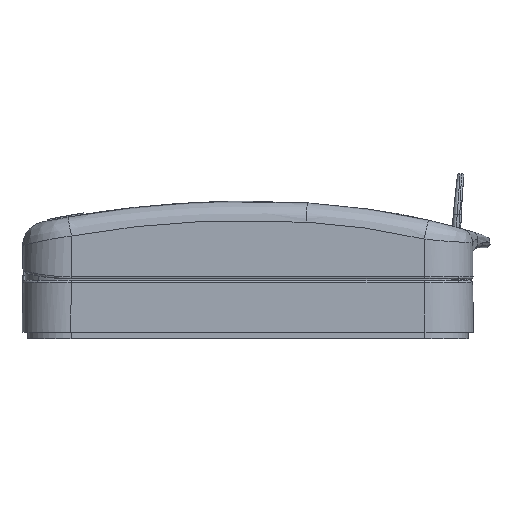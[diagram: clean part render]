
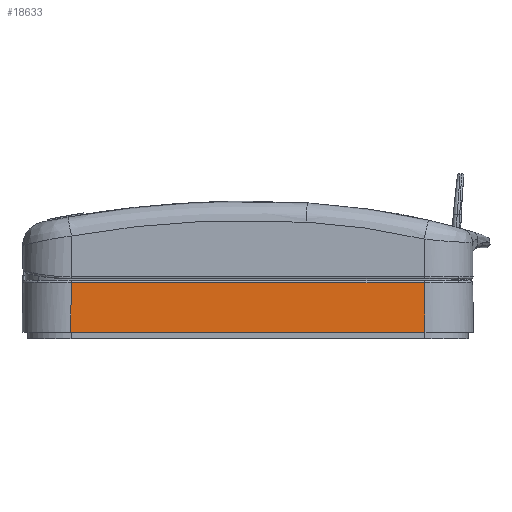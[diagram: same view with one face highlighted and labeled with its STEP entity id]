
A CAD part, left-side view. The second image highlights one B-rep face of the part: STEP entity #18633.
In plain terms, the highlighted planar face has unit normal (-1, 0, 0.018).
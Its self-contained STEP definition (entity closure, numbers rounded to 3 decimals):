
#360 = CARTESIAN_POINT ( 'NONE',  ( -72.512, -36.514, -0.7 ) ) ;
#744 = EDGE_CURVE ( 'NONE', #18850, #7273, #3917, .T. ) ;
#2190 = VECTOR ( 'NONE', #9671, 1000. ) ;
#3126 = CARTESIAN_POINT ( 'NONE',  ( -72.512, 36.514, -0.7 ) ) ;
#3286 = VECTOR ( 'NONE', #20171, 1000. ) ;
#3906 = VECTOR ( 'NONE', #21114, 1000. ) ;
#3917 = LINE ( 'NONE', #19911, #3286 ) ;
#4748 = ORIENTED_EDGE ( 'NONE', *, *, #23639, .T. ) ;
#5612 = EDGE_LOOP ( 'NONE', ( #11345, #4748, #14586, #7688 ) ) ;
#7273 = VERTEX_POINT ( 'NONE', #360 ) ;
#7688 = ORIENTED_EDGE ( 'NONE', *, *, #8381, .T. ) ;
#8381 = EDGE_CURVE ( 'NONE', #18850, #12774, #14913, .T. ) ;
#9671 = DIRECTION ( 'NONE',  ( 0., -1., 0. ) ) ;
#9989 = CARTESIAN_POINT ( 'NONE',  ( -72.334, 36.336, 9.509 ) ) ;
#10017 = CARTESIAN_POINT ( 'NONE',  ( -72.334, 46.5, 9.509 ) ) ;
#10523 = DIRECTION ( 'NONE',  ( 0.017, 0., 1. ) ) ;
#10584 = LINE ( 'NONE', #9989, #3906 ) ;
#11345 = ORIENTED_EDGE ( 'NONE', *, *, #23416, .T. ) ;
#11565 = CARTESIAN_POINT ( 'NONE',  ( -72.334, -36.336, 9.509 ) ) ;
#12093 = CARTESIAN_POINT ( 'NONE',  ( -72.334, 36.336, 9.509 ) ) ;
#12774 = VERTEX_POINT ( 'NONE', #12093 ) ;
#14172 = CARTESIAN_POINT ( 'NONE',  ( -72.5, 46.5, 0. ) ) ;
#14586 = ORIENTED_EDGE ( 'NONE', *, *, #744, .F. ) ;
#14913 = LINE ( 'NONE', #10017, #15190 ) ;
#14981 = VERTEX_POINT ( 'NONE', #3126 ) ;
#15190 = VECTOR ( 'NONE', #17932, 1000. ) ;
#17495 = FACE_OUTER_BOUND ( 'NONE', #5612, .T. ) ;
#17737 = AXIS2_PLACEMENT_3D ( 'NONE', #14172, #21663, #10523 ) ;
#17932 = DIRECTION ( 'NONE',  ( 0., 1., 0. ) ) ;
#18633 = ADVANCED_FACE ( 'NONE', ( #17495 ), #19779, .T. ) ;
#18850 = VERTEX_POINT ( 'NONE', #11565 ) ;
#19779 = PLANE ( 'NONE',  #17737 ) ;
#19911 = CARTESIAN_POINT ( 'NONE',  ( -72.503, -36.505, -0.174 ) ) ;
#20171 = DIRECTION ( 'NONE',  ( -0.017, -0.017, -1. ) ) ;
#20717 = LINE ( 'NONE', #20775, #2190 ) ;
#20775 = CARTESIAN_POINT ( 'NONE',  ( -72.512, -46.5, -0.7 ) ) ;
#21114 = DIRECTION ( 'NONE',  ( -0.017, 0.017, -1. ) ) ;
#21663 = DIRECTION ( 'NONE',  ( -1., 0., 0.017 ) ) ;
#23416 = EDGE_CURVE ( 'NONE', #12774, #14981, #10584, .T. ) ;
#23639 = EDGE_CURVE ( 'NONE', #14981, #7273, #20717, .T. ) ;
